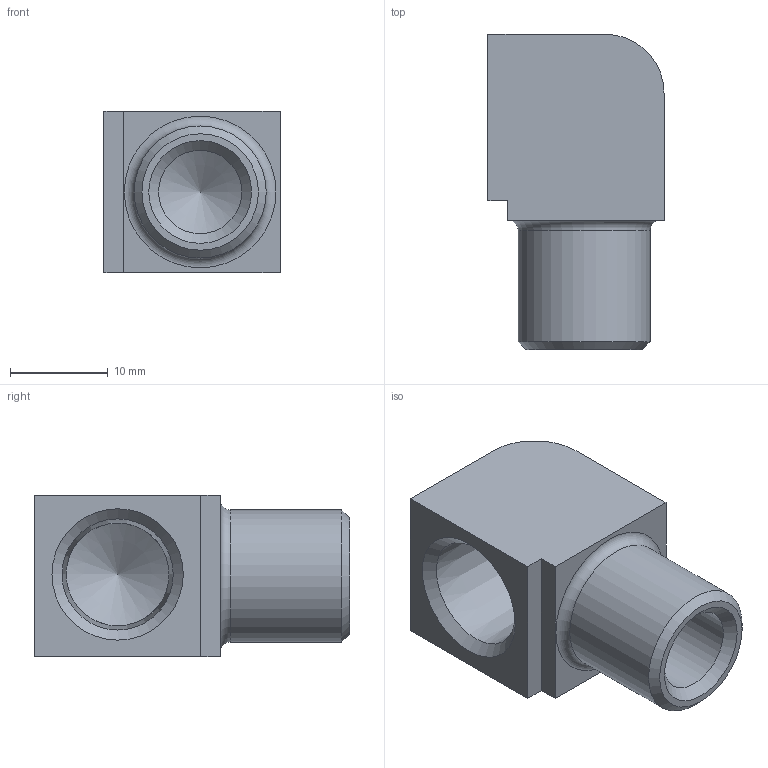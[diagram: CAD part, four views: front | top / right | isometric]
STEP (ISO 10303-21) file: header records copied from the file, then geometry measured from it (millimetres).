
FILE_DESCRIPTION(/* description */ ('M & F EXTRUDED ELBOW (1/4" BSPT)'),/* implementation_level */ '2;1');
FILE_NAME(/* name */ '#25E-1-4.stp',/* time_stamp */ '2018-05-02T14:31:55+10:00',/* author */ ('daud'),/* organization */ (''),/* preprocessor_version */ 'ST-DEVELOPER v16.13',/* originating_system */ 'Autodesk Inventor 2018',/* authorisation */ '');
FILE_SCHEMA (('AUTOMOTIVE_DESIGN { 1 0 10303 214 3 1 1 }'));
Length unit declared in the file: millimetre
Products named in the file (1): #539
Bounding box: 18 x 32.2 x 16.5 mm (x, y, z)
Volume: 5040.4 mm3; surface area: 3193.8 mm2
Topology: 1 solids, 1 shells, 21 faces, 46 edges, 29 vertices
Faces by surface type: plane 10, cone 6, cylinder 4, torus 1
Full cylindrical faces by diameter (mm): 8.5 x1, 10.5 x1, 13.5 x1
Entity records: 536 total; most frequent: DIRECTION 91, CARTESIAN_POINT 81, ORIENTED_EDGE 66, AXIS2_PLACEMENT_3D 36, EDGE_LOOP 33, EDGE_CURVE 33, VERTEX_POINT 26, FACE_OUTER_BOUND 21
